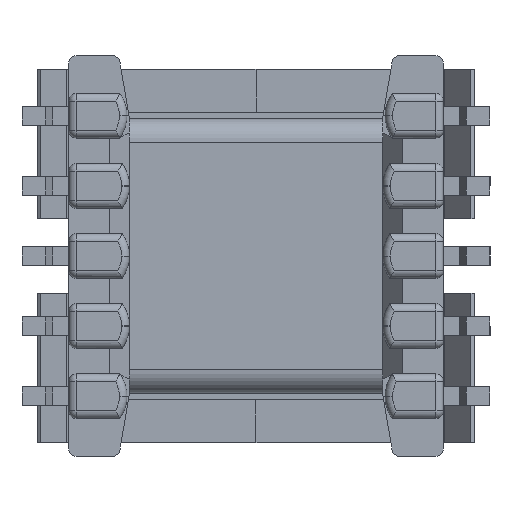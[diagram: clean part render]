
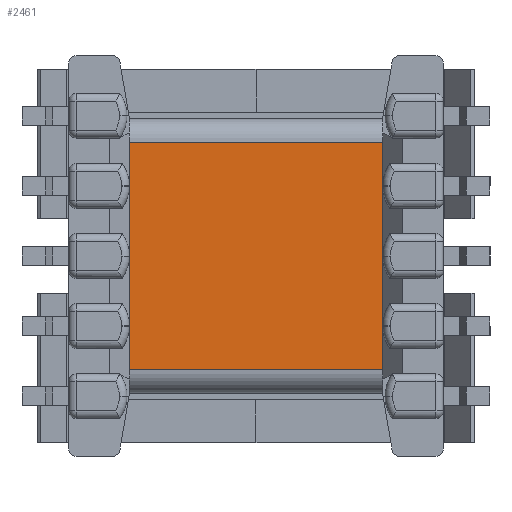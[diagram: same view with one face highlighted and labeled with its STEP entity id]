
A CAD part, front view. The second image highlights one B-rep face of the part: STEP entity #2461.
In plain terms, the highlighted face is planar.
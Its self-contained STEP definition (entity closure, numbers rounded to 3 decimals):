
#244 = EDGE_CURVE ( 'NONE', #1157, #10843, #1519, .T. ) ;
#273 = ORIENTED_EDGE ( 'NONE', *, *, #2535, .T. ) ;
#563 = DIRECTION ( 'NONE',  ( 0., -1., 0. ) ) ;
#1157 = VERTEX_POINT ( 'NONE', #5134 ) ;
#1371 = DIRECTION ( 'NONE',  ( 0., 0., 1. ) ) ;
#1474 = FACE_OUTER_BOUND ( 'NONE', #10609, .T. ) ;
#1480 = LINE ( 'NONE', #10034, #7524 ) ;
#1519 = LINE ( 'NONE', #15043, #3979 ) ;
#2309 = ORIENTED_EDGE ( 'NONE', *, *, #6113, .F. ) ;
#2461 = ADVANCED_FACE ( 'NONE', ( #1474 ), #5272, .T. ) ;
#2535 = EDGE_CURVE ( 'NONE', #10515, #6882, #12981, .T. ) ;
#3347 = CARTESIAN_POINT ( 'NONE',  ( -3.466, 0.93, -13.59 ) ) ;
#3726 = VECTOR ( 'NONE', #11801, 1000. ) ;
#3950 = VECTOR ( 'NONE', #1371, 1000. ) ;
#3979 = VECTOR ( 'NONE', #13155, 1000. ) ;
#4333 = LINE ( 'NONE', #11038, #3950 ) ;
#5134 = CARTESIAN_POINT ( 'NONE',  ( -3.466, 0.93, 0. ) ) ;
#5272 = PLANE ( 'NONE',  #12298 ) ;
#6113 = EDGE_CURVE ( 'NONE', #10515, #1157, #4333, .T. ) ;
#6696 = EDGE_CURVE ( 'NONE', #6882, #10843, #1480, .T. ) ;
#6882 = VERTEX_POINT ( 'NONE', #10431 ) ;
#7524 = VECTOR ( 'NONE', #13611, 1000. ) ;
#7627 = CARTESIAN_POINT ( 'NONE',  ( -3.466, -11.24, 0. ) ) ;
#7810 = DIRECTION ( 'NONE',  ( -1., 0., 0. ) ) ;
#7971 = ORIENTED_EDGE ( 'NONE', *, *, #6696, .T. ) ;
#10034 = CARTESIAN_POINT ( 'NONE',  ( -3.466, -11.24, -13.59 ) ) ;
#10431 = CARTESIAN_POINT ( 'NONE',  ( -3.466, -11.24, -13.59 ) ) ;
#10515 = VERTEX_POINT ( 'NONE', #11839 ) ;
#10609 = EDGE_LOOP ( 'NONE', ( #15470, #2309, #273, #7971 ) ) ;
#10843 = VERTEX_POINT ( 'NONE', #7627 ) ;
#11038 = CARTESIAN_POINT ( 'NONE',  ( -3.466, 0.93, -13.59 ) ) ;
#11801 = DIRECTION ( 'NONE',  ( 0., -1., 0. ) ) ;
#11839 = CARTESIAN_POINT ( 'NONE',  ( -3.466, 0.93, -13.59 ) ) ;
#12298 = AXIS2_PLACEMENT_3D ( 'NONE', #15060, #7810, #563 ) ;
#12981 = LINE ( 'NONE', #3347, #3726 ) ;
#13155 = DIRECTION ( 'NONE',  ( 0., -1., 0. ) ) ;
#13611 = DIRECTION ( 'NONE',  ( 0., 0., 1. ) ) ;
#15043 = CARTESIAN_POINT ( 'NONE',  ( -3.466, 0.93, 0. ) ) ;
#15060 = CARTESIAN_POINT ( 'NONE',  ( -3.466, 0.93, -13.59 ) ) ;
#15470 = ORIENTED_EDGE ( 'NONE', *, *, #244, .F. ) ;
